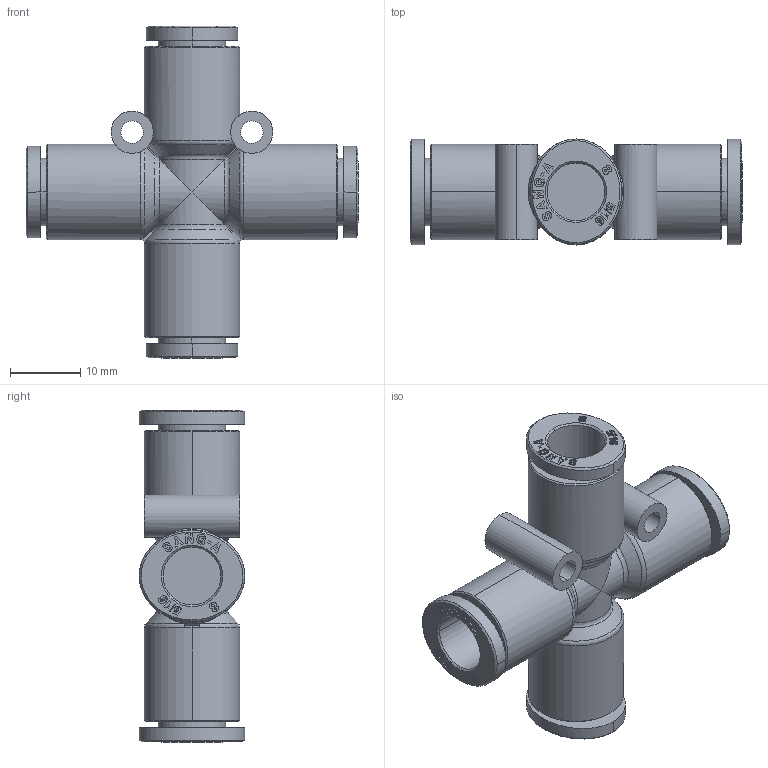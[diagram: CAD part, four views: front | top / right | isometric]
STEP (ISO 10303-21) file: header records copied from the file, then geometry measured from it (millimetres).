
FILE_DESCRIPTION (( 'STEP AP214' ), '1' );
FILE_NAME ('PZA08.stp', '2015-09-03T09:27:17', ( '' ), ( '' ), 'SwSTEP 2.0', 'SolidWorks 2015', '' );
FILE_SCHEMA (( 'AUTOMOTIVE_DESIGN' ));
Length unit declared in the file: millimetre
Products named in the file (2): ｦ+ﾃｦ2; PZA08
Assembly tree (1 placements, depth 2):
  PZA08
    ｦ+ﾃｦ2
Bounding box: 47.2 x 15 x 47.2 mm (x, y, z)
Volume: 7999.5 mm3; surface area: 6991.5 mm2
Topology: 1 solids, 1 shells, 1601 faces, 4545 edges, 3022 vertices
Faces by surface type: plane 1362, bspline 128, cylinder 71, cone 32, torus 8
Entity records: 55617 total; most frequent: CARTESIAN_POINT 14396, ORIENTED_EDGE 9090, DIRECTION 7307, EDGE_CURVE 4545, VECTOR 3961, LINE 3961, VERTEX_POINT 3022, EDGE_LOOP 1681
